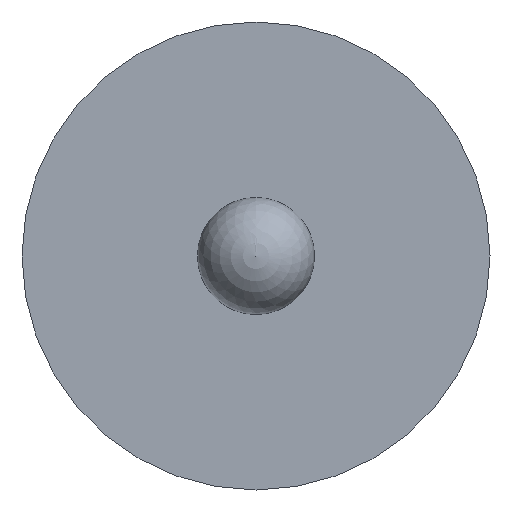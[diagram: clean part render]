
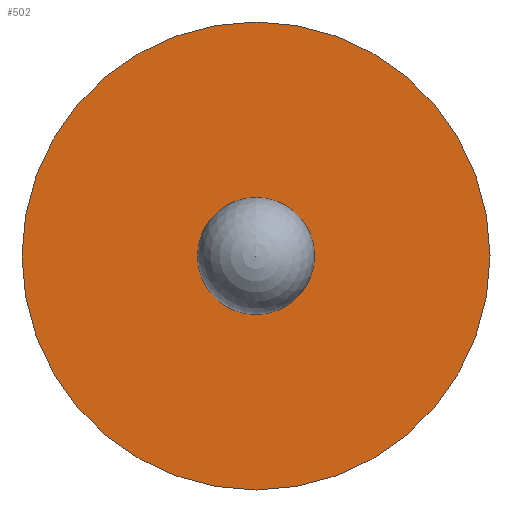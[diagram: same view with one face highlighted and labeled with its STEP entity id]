
A CAD part, front view. The second image highlights one B-rep face of the part: STEP entity #502.
In plain terms, the highlighted planar face has unit normal (0, -1, 0).
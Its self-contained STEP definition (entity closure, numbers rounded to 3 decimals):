
#16=FACE_BOUND('',#100,.T.);
#20=CIRCLE('',#553,2.5);
#22=CIRCLE('',#556,10.);
#38=PLANE('',#564);
#68=FACE_OUTER_BOUND('',#99,.T.);
#99=EDGE_LOOP('',(#457));
#100=EDGE_LOOP('',(#458));
#247=VERTEX_POINT('',#821);
#249=VERTEX_POINT('',#827);
#308=EDGE_CURVE('',#247,#247,#20,.T.);
#311=EDGE_CURVE('',#249,#249,#22,.T.);
#457=ORIENTED_EDGE('',*,*,#311,.F.);
#458=ORIENTED_EDGE('',*,*,#308,.T.);
#502=ADVANCED_FACE('',(#68,#16),#38,.F.);
#553=AXIS2_PLACEMENT_3D('',#823,#677,#678);
#556=AXIS2_PLACEMENT_3D('',#829,#684,#685);
#564=AXIS2_PLACEMENT_3D('',#853,#711,#712);
#677=DIRECTION('center_axis',(0.,1.,0.));
#678=DIRECTION('ref_axis',(1.,0.,0.));
#684=DIRECTION('center_axis',(0.,1.,0.));
#685=DIRECTION('ref_axis',(1.,0.,0.));
#711=DIRECTION('center_axis',(0.,1.,0.));
#712=DIRECTION('ref_axis',(1.,0.,0.));
#821=CARTESIAN_POINT('',(19.556,0.,-9.038));
#823=CARTESIAN_POINT('Origin',(22.056,0.,-9.038));
#827=CARTESIAN_POINT('',(12.056,0.,-9.038));
#829=CARTESIAN_POINT('Origin',(22.056,0.,-9.038));
#853=CARTESIAN_POINT('Origin',(22.056,0.,-9.038));
